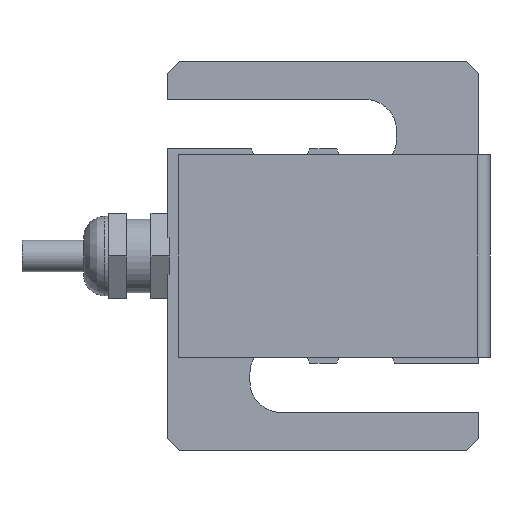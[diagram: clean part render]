
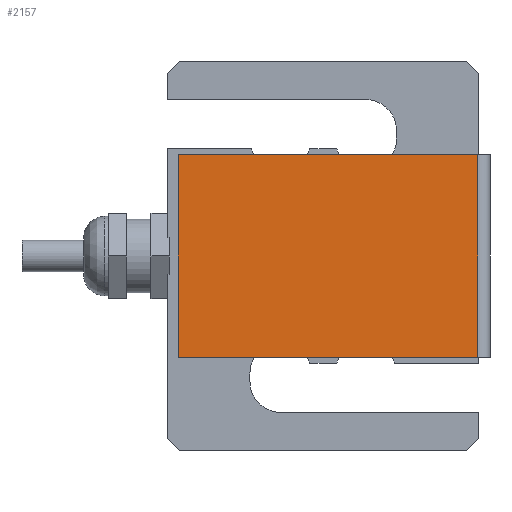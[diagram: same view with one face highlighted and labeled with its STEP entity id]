
A CAD part, front view. The second image highlights one B-rep face of the part: STEP entity #2157.
In plain terms, the highlighted planar face has unit normal (0, -1, 0).
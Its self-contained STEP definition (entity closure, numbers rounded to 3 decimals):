
#147=PLANE('',#2322);
#249=FACE_OUTER_BOUND('',#381,.T.);
#381=EDGE_LOOP('',(#1655,#1656,#1657,#1658));
#530=LINE('',#4120,#712);
#535=LINE('',#4133,#717);
#542=LINE('',#4149,#724);
#544=LINE('',#4152,#726);
#712=VECTOR('',#2650,10.);
#717=VECTOR('',#2661,1.44);
#724=VECTOR('',#2680,10.);
#726=VECTOR('',#2684,10.);
#985=VERTEX_POINT('',#4118);
#986=VERTEX_POINT('',#4119);
#991=VERTEX_POINT('',#4131);
#994=VERTEX_POINT('',#4148);
#1232=EDGE_CURVE('',#985,#986,#530,.T.);
#1239=EDGE_CURVE('',#986,#991,#535,.T.);
#1248=EDGE_CURVE('',#994,#985,#542,.T.);
#1250=EDGE_CURVE('',#991,#994,#544,.T.);
#1655=ORIENTED_EDGE('',*,*,#1232,.T.);
#1656=ORIENTED_EDGE('',*,*,#1239,.T.);
#1657=ORIENTED_EDGE('',*,*,#1250,.T.);
#1658=ORIENTED_EDGE('',*,*,#1248,.T.);
#2157=ADVANCED_FACE('',(#249),#147,.T.);
#2322=AXIS2_PLACEMENT_3D('',#4154,#2687,#2688);
#2650=DIRECTION('',(0.,0.,1.));
#2661=DIRECTION('',(-1.,0.,0.));
#2680=DIRECTION('',(1.,0.,0.));
#2684=DIRECTION('',(0.,0.,-1.));
#2687=DIRECTION('center_axis',(0.,-1.,0.));
#2688=DIRECTION('ref_axis',(0.,0.,-1.));
#4118=CARTESIAN_POINT('',(25.2,-8.255,-16.5));
#4119=CARTESIAN_POINT('',(25.2,-8.255,16.5));
#4120=CARTESIAN_POINT('',(25.2,-8.255,0.));
#4131=CARTESIAN_POINT('',(-23.6,-8.255,16.5));
#4133=CARTESIAN_POINT('',(29.724,-8.255,16.5));
#4148=CARTESIAN_POINT('',(-23.6,-8.255,-16.5));
#4149=CARTESIAN_POINT('',(25.2,-8.255,-16.5));
#4152=CARTESIAN_POINT('',(-23.6,-8.255,-16.5));
#4154=CARTESIAN_POINT('Origin',(1.931,-8.255,0.));
